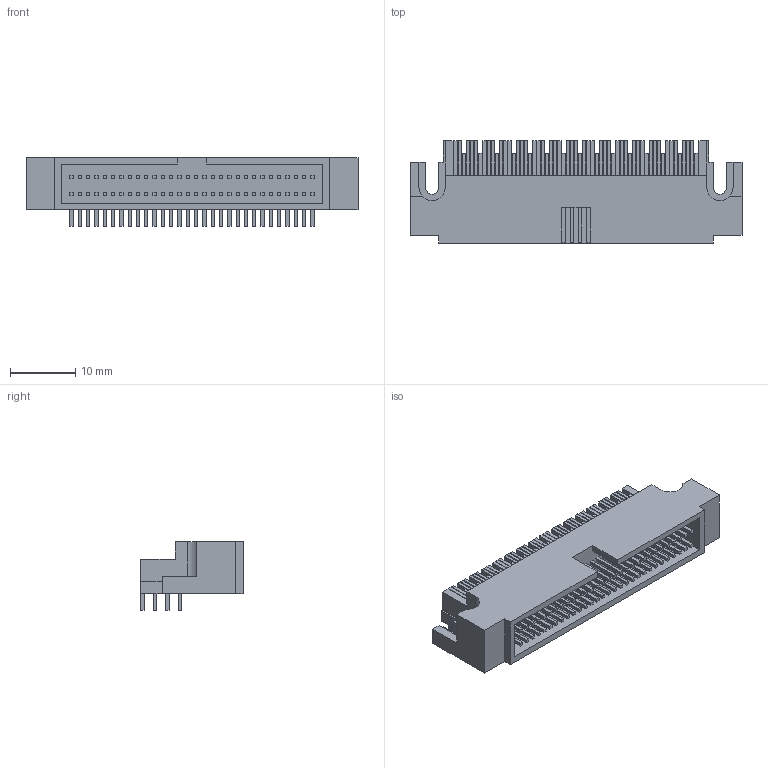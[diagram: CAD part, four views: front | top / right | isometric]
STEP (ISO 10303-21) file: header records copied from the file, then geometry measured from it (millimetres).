
FILE_DESCRIPTION(('FreeCAD Model'),'2;1');
FILE_NAME('Open CASCADE Shape Model','2025-01-20T22:59:04',(''),(''), 'Open CASCADE STEP processor 7.8','FreeCAD','Unknown');
FILE_SCHEMA(('AUTOMOTIVE_DESIGN { 1 0 10303 214 1 1 1 1 }'));
Length unit declared in the file: millimetre
Products named in the file (4): pod_connector; difference; Group001; Group002
Assembly tree (3 placements, depth 2):
  pod_connector
    difference
    Group001
    Group002
Bounding box: 50.75 x 15.65 x 10.54 mm (x, y, z)
Volume: 3360.7 mm3; surface area: 6696.5 mm2
Topology: 61 solids, 61 shells, 644 faces, 1566 edges, 1044 vertices
Faces by surface type: plane 640, cylinder 4
Entity records: 18959 total; most frequent: CARTESIAN_POINT 3258, ORIENTED_EDGE 3132, DIRECTION 2872, EDGE_CURVE 1566, LINE 1556, VECTOR 1556, VERTEX_POINT 1044, AXIS2_PLACEMENT_3D 658
